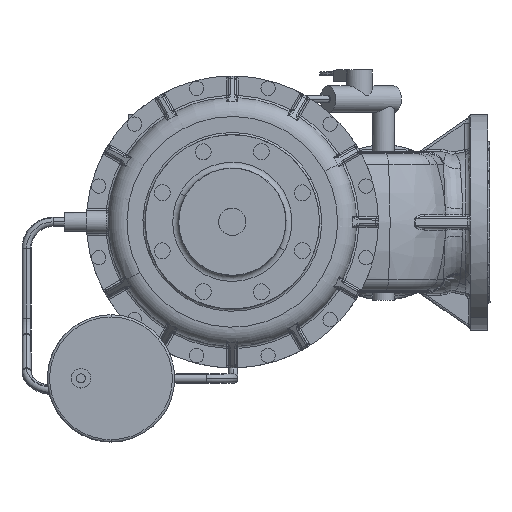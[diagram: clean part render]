
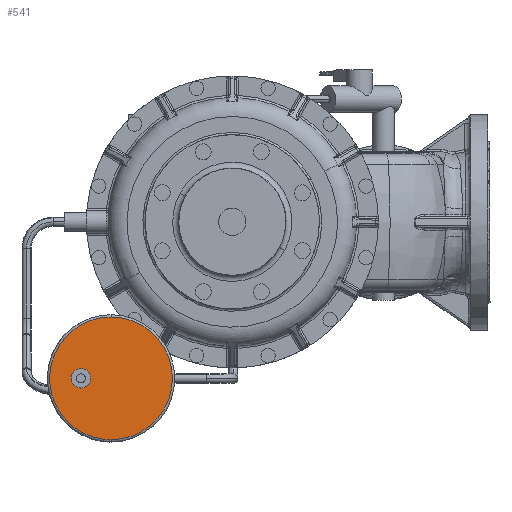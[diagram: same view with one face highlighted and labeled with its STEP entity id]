
A CAD part, top view. The second image highlights one B-rep face of the part: STEP entity #541.
In plain terms, the highlighted planar face has unit normal (0, 0, 1).
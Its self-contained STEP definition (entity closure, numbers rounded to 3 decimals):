
#496=AXIS2_PLACEMENT_3D('Circle Axis2P3D',#494,#495,$) ;
#509=AXIS2_PLACEMENT_3D('Plane Axis2P3D',#506,#507,#508) ;
#513=AXIS2_PLACEMENT_3D('Circle Axis2P3D',#511,#512,$) ;
#522=AXIS2_PLACEMENT_3D('Circle Axis2P3D',#520,#521,$) ;
#529=AXIS2_PLACEMENT_3D('Circle Axis2P3D',#527,#528,$) ;
#422=CARTESIAN_POINT('Vertex',(-320.994,-159.556,645.228)) ;
#426=CARTESIAN_POINT('Control Point',(-320.994,-134.056,645.228)) ;
#427=CARTESIAN_POINT('Control Point',(-318.991,-134.056,645.228)) ;
#428=CARTESIAN_POINT('Control Point',(-316.988,-134.45,645.228)) ;
#429=CARTESIAN_POINT('Control Point',(-315.088,-135.237,645.228)) ;
#430=CARTESIAN_POINT('Control Point',(-311.7,-137.513,645.228)) ;
#431=CARTESIAN_POINT('Control Point',(-309.424,-140.901,645.228)) ;
#432=CARTESIAN_POINT('Control Point',(-308.637,-142.801,645.228)) ;
#433=CARTESIAN_POINT('Control Point',(-307.85,-146.806,645.228)) ;
#434=CARTESIAN_POINT('Control Point',(-308.637,-150.812,645.228)) ;
#435=CARTESIAN_POINT('Control Point',(-309.424,-152.712,645.228)) ;
#436=CARTESIAN_POINT('Control Point',(-311.7,-156.1,645.228)) ;
#437=CARTESIAN_POINT('Control Point',(-315.088,-158.376,645.228)) ;
#438=CARTESIAN_POINT('Control Point',(-316.988,-159.163,645.228)) ;
#439=CARTESIAN_POINT('Control Point',(-318.991,-159.556,645.228)) ;
#440=CARTESIAN_POINT('Control Point',(-320.994,-159.556,645.228)) ;
#441=CARTESIAN_POINT('Vertex',(-320.994,-134.056,645.228)) ;
#494=CARTESIAN_POINT('Axis2P3D Location',(-320.994,-146.806,645.228)) ;
#506=CARTESIAN_POINT('Axis2P3D Location',(-315.744,-151.762,645.228)) ;
#511=CARTESIAN_POINT('Axis2P3D Location',(-281.244,-146.806,645.228)) ;
#515=CARTESIAN_POINT('Vertex',(-281.244,-65.806,645.228)) ;
#517=CARTESIAN_POINT('Vertex',(-291.247,-227.186,645.228)) ;
#520=CARTESIAN_POINT('Axis2P3D Location',(-281.244,-146.806,645.228)) ;
#524=CARTESIAN_POINT('Vertex',(-281.244,-227.806,645.228)) ;
#527=CARTESIAN_POINT('Axis2P3D Location',(-281.244,-146.806,645.228)) ;
#495=DIRECTION('Axis2P3D Direction',(0.,0.,-1.)) ;
#507=DIRECTION('Axis2P3D Direction',(0.,0.,1.)) ;
#508=DIRECTION('Axis2P3D XDirection',(0.,-1.,0.)) ;
#512=DIRECTION('Axis2P3D Direction',(0.,0.,1.)) ;
#521=DIRECTION('Axis2P3D Direction',(0.,0.,1.)) ;
#528=DIRECTION('Axis2P3D Direction',(0.,0.,1.)) ;
#533=ORIENTED_EDGE('',*,*,#519,.T.) ;
#534=ORIENTED_EDGE('',*,*,#526,.T.) ;
#535=ORIENTED_EDGE('',*,*,#531,.T.) ;
#538=ORIENTED_EDGE('',*,*,#443,.T.) ;
#539=ORIENTED_EDGE('',*,*,#498,.T.) ;
#540=FACE_BOUND('',#537,.T.) ;
#541=ADVANCED_FACE('Hauptk\X2\00F6\X0\rper',(#536,#540),#510,.T.) ;
#425=B_SPLINE_CURVE_WITH_KNOTS('',5,(#426,#427,#428,#429,#430,#431,#432,#433,#434,#435,#436,#437,#438,#439,#440),.UNSPECIFIED.,.F.,.U.,(6,3,3,3,6),(-20.028,-10.014,0.,10.014,20.028),.UNSPECIFIED.) ;
#497=CIRCLE('generated circle',#496,12.75) ;
#514=CIRCLE('generated circle',#513,81.) ;
#523=CIRCLE('generated circle',#522,81.) ;
#530=CIRCLE('generated circle',#529,81.) ;
#443=EDGE_CURVE('',#442,#423,#425,.T.) ;
#498=EDGE_CURVE('',#423,#442,#497,.T.) ;
#519=EDGE_CURVE('',#516,#518,#514,.T.) ;
#526=EDGE_CURVE('',#518,#525,#523,.T.) ;
#531=EDGE_CURVE('',#525,#516,#530,.T.) ;
#532=EDGE_LOOP('',(#533,#534,#535)) ;
#537=EDGE_LOOP('',(#538,#539)) ;
#536=FACE_OUTER_BOUND('',#532,.T.) ;
#510=PLANE('Plane',#509) ;
#423=VERTEX_POINT('',#422) ;
#442=VERTEX_POINT('',#441) ;
#516=VERTEX_POINT('',#515) ;
#518=VERTEX_POINT('',#517) ;
#525=VERTEX_POINT('',#524) ;
